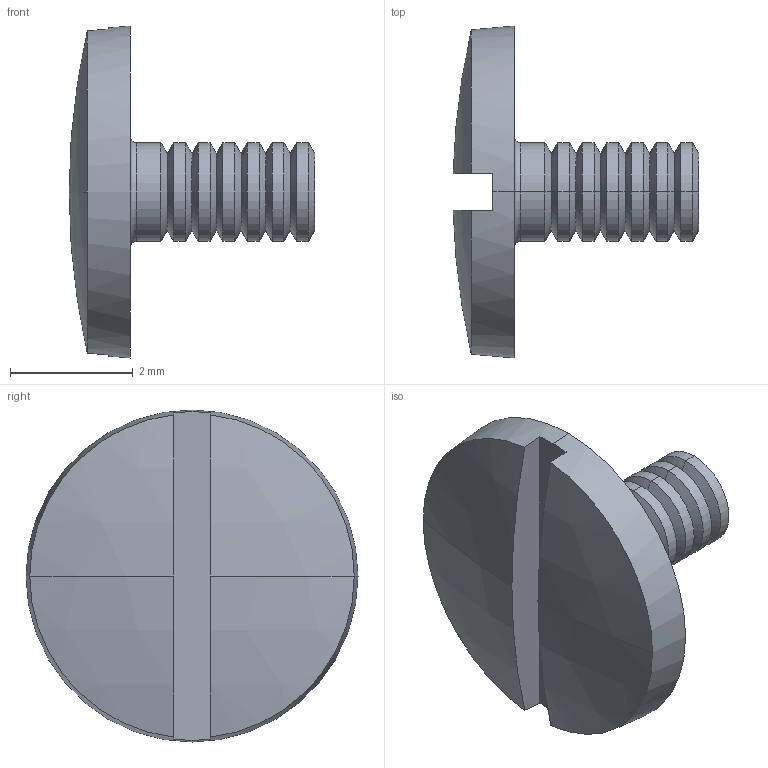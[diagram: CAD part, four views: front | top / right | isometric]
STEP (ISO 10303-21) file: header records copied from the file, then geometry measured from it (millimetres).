
FILE_DESCRIPTION (( 'STEP AP214' ), '1' );
FILE_NAME ('Screw M1.6 x 3 binding.STEP', '2025-07-06T08:35:01', ( '' ), ( '' ), 'SwSTEP 2.0', 'SolidWorks 2025', '' );
FILE_SCHEMA (( 'AUTOMOTIVE_DESIGN' ));
Length unit declared in the file: millimetre
Products named in the file (1): Screw M1.6 x 3 binding_KS 1021 BS- M2 x 5-S
Bounding box: 4 x 5.4 x 5.4 mm (x, y, z)
Volume: 22.7 mm3; surface area: 81.5 mm2
Topology: 1 solids, 1 shells, 53 faces, 110 edges, 60 vertices
Faces by surface type: cone 28, cylinder 14, plane 5, sphere 4, torus 2
Entity records: 1436 total; most frequent: DIRECTION 276, CARTESIAN_POINT 248, ORIENTED_EDGE 220, AXIS2_PLACEMENT_3D 116, EDGE_CURVE 110, CIRCLE 62, VERTEX_POINT 60, EDGE_LOOP 54
